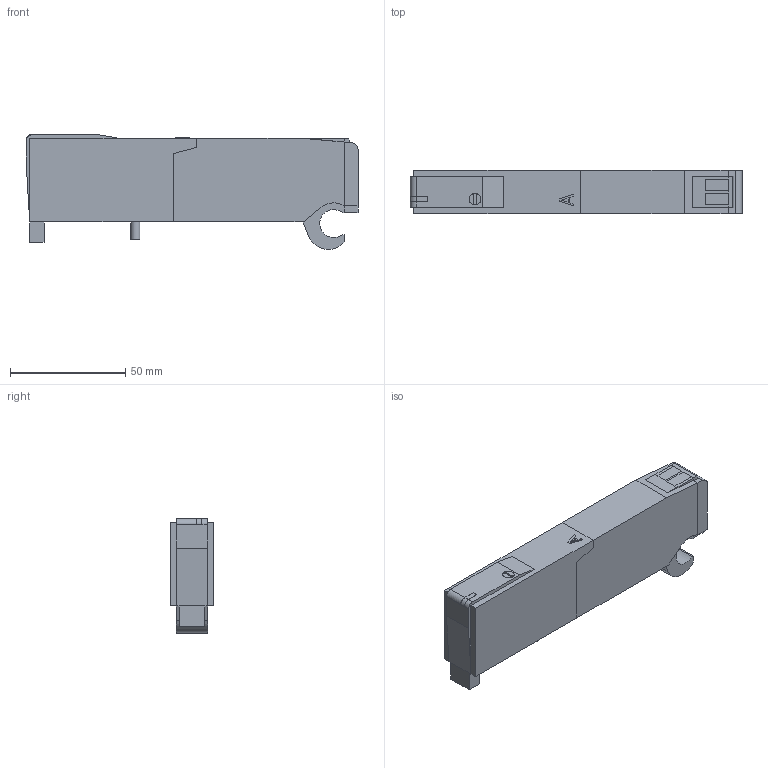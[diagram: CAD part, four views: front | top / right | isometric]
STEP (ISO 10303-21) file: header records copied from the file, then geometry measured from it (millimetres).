
FILE_DESCRIPTION((''),'2;1');
FILE_NAME('2541_52_00_39_02.stp','2009-04-16T16:07:04',('brembcl1'),(''),'Autodesk Inventor 2009','Autodesk Inventor 2009','');
FILE_SCHEMA(('AUTOMOTIVE_DESIGN { 1 0 10303 214 1 1 1 1 }'));
Length unit declared in the file: millimetre
Products named in the file (1): 2541_52_00_39_02
Bounding box: 143.8 x 18.8 x 49.82 mm (x, y, z)
Volume: 98337.5 mm3; surface area: 18124.4 mm2
Topology: 1 solids, 1 shells, 83 faces, 211 edges, 134 vertices
Faces by surface type: plane 72, cylinder 11
Full cylindrical faces by diameter (mm): 4 x1
Entity records: 2564 total; most frequent: CARTESIAN_POINT 428, ORIENTED_EDGE 420, DIRECTION 402, EDGE_CURVE 210, VECTOR 186, LINE 186, VERTEX_POINT 134, AXIS2_PLACEMENT_3D 108
